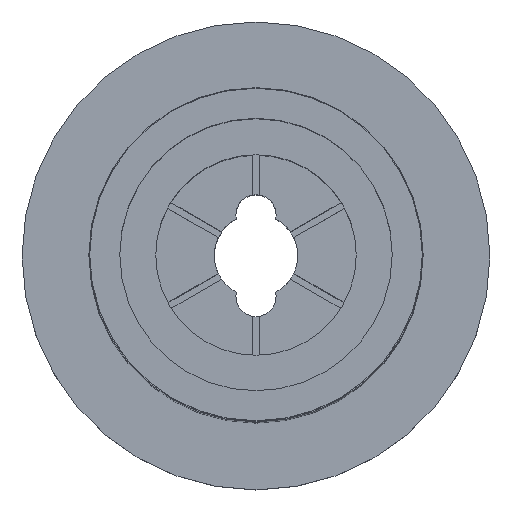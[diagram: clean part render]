
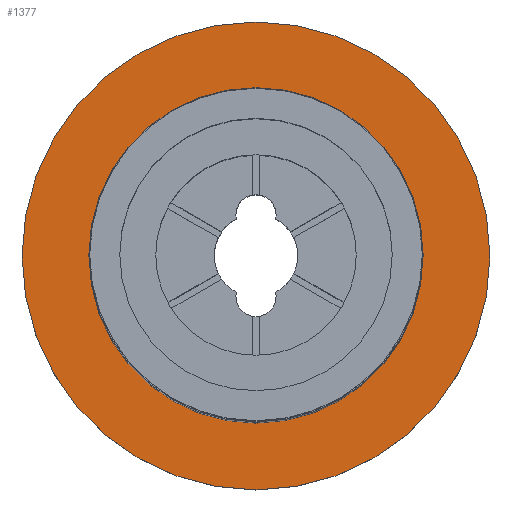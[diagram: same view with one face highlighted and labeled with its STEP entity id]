
A CAD part, top view. The second image highlights one B-rep face of the part: STEP entity #1377.
In plain terms, the highlighted planar face has unit normal (0, 0, 1).
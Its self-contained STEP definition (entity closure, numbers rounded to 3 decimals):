
#3 = CARTESIAN_POINT ( 'NONE',  ( -14., 0., -49. ) ) ;
#82 = EDGE_CURVE ( 'NONE', #1863, #2007, #1362, .T. ) ;
#110 = DIRECTION ( 'NONE',  ( 0., 0., 1. ) ) ;
#210 = ORIENTED_EDGE ( 'NONE', *, *, #82, .T. ) ;
#217 = CIRCLE ( 'NONE', #1876, 14. ) ;
#279 = VERTEX_POINT ( 'NONE', #563 ) ;
#473 = EDGE_CURVE ( 'NONE', #556, #279, #714, .T. ) ;
#496 = AXIS2_PLACEMENT_3D ( 'NONE', #1606, #1765, #1573 ) ;
#556 = VERTEX_POINT ( 'NONE', #1640 ) ;
#560 = CIRCLE ( 'NONE', #1415, 10. ) ;
#563 = CARTESIAN_POINT ( 'NONE',  ( -10., 0., -49. ) ) ;
#629 = FACE_OUTER_BOUND ( 'NONE', #1226, .T. ) ;
#636 = ORIENTED_EDGE ( 'NONE', *, *, #473, .F. ) ;
#653 = CARTESIAN_POINT ( 'NONE',  ( 0., 0., -49. ) ) ;
#714 = CIRCLE ( 'NONE', #738, 10. ) ;
#738 = AXIS2_PLACEMENT_3D ( 'NONE', #653, #1334, #855 ) ;
#855 = DIRECTION ( 'NONE',  ( 1., 0., 0. ) ) ;
#899 = CARTESIAN_POINT ( 'NONE',  ( 0., 0., -49. ) ) ;
#972 = PLANE ( 'NONE',  #496 ) ;
#1000 = FACE_BOUND ( 'NONE', #1053, .T. ) ;
#1053 = EDGE_LOOP ( 'NONE', ( #636, #1741 ) ) ;
#1057 = ORIENTED_EDGE ( 'NONE', *, *, #1873, .T. ) ;
#1063 = DIRECTION ( 'NONE',  ( 0., 0., 1. ) ) ;
#1112 = CARTESIAN_POINT ( 'NONE',  ( 14., 0., -49. ) ) ;
#1218 = DIRECTION ( 'NONE',  ( 1., 0., 0. ) ) ;
#1226 = EDGE_LOOP ( 'NONE', ( #1057, #210 ) ) ;
#1273 = DIRECTION ( 'NONE',  ( 0., 0., 1. ) ) ;
#1334 = DIRECTION ( 'NONE',  ( 0., 0., 1. ) ) ;
#1362 = CIRCLE ( 'NONE', #1588, 14. ) ;
#1377 = ADVANCED_FACE ( 'NONE', ( #1000, #629 ), #972, .F. ) ;
#1409 = DIRECTION ( 'NONE',  ( 1., 0., 0. ) ) ;
#1415 = AXIS2_PLACEMENT_3D ( 'NONE', #1713, #110, #1218 ) ;
#1449 = CARTESIAN_POINT ( 'NONE',  ( 0., 0., -49. ) ) ;
#1573 = DIRECTION ( 'NONE',  ( -1., 0., 0. ) ) ;
#1588 = AXIS2_PLACEMENT_3D ( 'NONE', #1449, #1273, #1409 ) ;
#1606 = CARTESIAN_POINT ( 'NONE',  ( 0., 10., -49. ) ) ;
#1640 = CARTESIAN_POINT ( 'NONE',  ( 10., 0., -49. ) ) ;
#1694 = EDGE_CURVE ( 'NONE', #279, #556, #560, .T. ) ;
#1713 = CARTESIAN_POINT ( 'NONE',  ( 0., 0., -49. ) ) ;
#1741 = ORIENTED_EDGE ( 'NONE', *, *, #1694, .F. ) ;
#1765 = DIRECTION ( 'NONE',  ( 0., 0., -1. ) ) ;
#1863 = VERTEX_POINT ( 'NONE', #3 ) ;
#1873 = EDGE_CURVE ( 'NONE', #2007, #1863, #217, .T. ) ;
#1876 = AXIS2_PLACEMENT_3D ( 'NONE', #899, #1063, #2016 ) ;
#2007 = VERTEX_POINT ( 'NONE', #1112 ) ;
#2016 = DIRECTION ( 'NONE',  ( 1., 0., 0. ) ) ;
